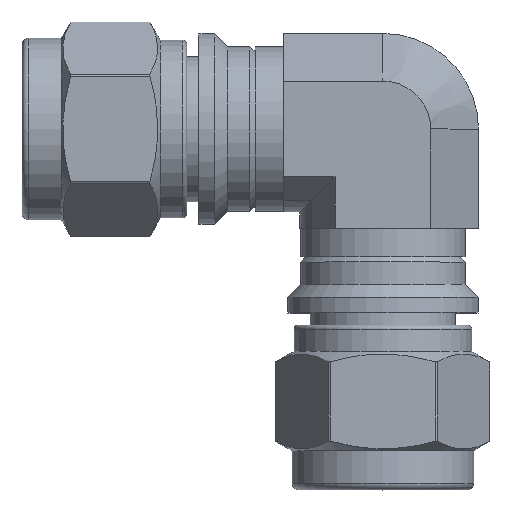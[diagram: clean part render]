
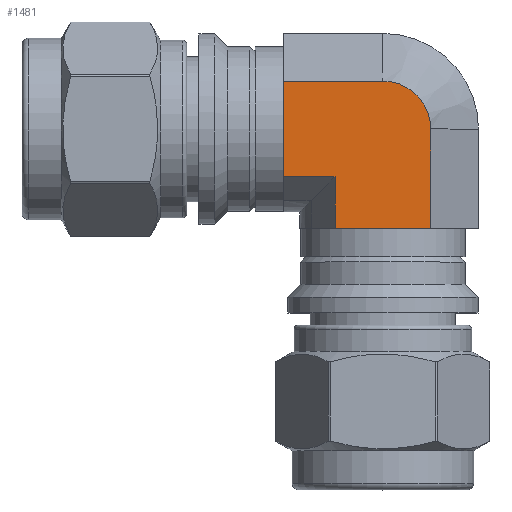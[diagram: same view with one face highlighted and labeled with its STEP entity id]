
A CAD part, top view. The second image highlights one B-rep face of the part: STEP entity #1481.
In plain terms, the highlighted planar face has unit normal (0, 0, 1).
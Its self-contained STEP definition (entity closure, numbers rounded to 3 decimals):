
#159=CIRCLE('',#1682,3.663);
#271=FACE_OUTER_BOUND('',#378,.T.);
#378=EDGE_LOOP('',(#1336,#1337,#1338,#1339,#1340,#1341,#1342));
#444=LINE('',#2576,#536);
#450=LINE('',#2594,#542);
#457=LINE('',#2606,#549);
#466=LINE('',#2630,#558);
#467=LINE('',#2633,#559);
#472=LINE('',#2644,#564);
#536=VECTOR('',#2090,10.);
#542=VECTOR('',#2106,10.);
#549=VECTOR('',#2117,10.);
#558=VECTOR('',#2142,10.);
#559=VECTOR('',#2145,10.);
#564=VECTOR('',#2158,10.);
#698=VERTEX_POINT('',#2570);
#700=VERTEX_POINT('',#2574);
#706=VERTEX_POINT('',#2591);
#707=VERTEX_POINT('',#2593);
#715=VERTEX_POINT('',#2620);
#717=VERTEX_POINT('',#2628);
#718=VERTEX_POINT('',#2632);
#896=EDGE_CURVE('',#698,#700,#444,.T.);
#904=EDGE_CURVE('',#706,#707,#450,.T.);
#911=EDGE_CURVE('',#707,#700,#457,.T.);
#919=EDGE_CURVE('',#715,#706,#159,.T.);
#923=EDGE_CURVE('',#715,#717,#466,.T.);
#924=EDGE_CURVE('',#698,#718,#467,.T.);
#930=EDGE_CURVE('',#718,#717,#472,.T.);
#1336=ORIENTED_EDGE('',*,*,#919,.F.);
#1337=ORIENTED_EDGE('',*,*,#923,.T.);
#1338=ORIENTED_EDGE('',*,*,#930,.F.);
#1339=ORIENTED_EDGE('',*,*,#924,.F.);
#1340=ORIENTED_EDGE('',*,*,#896,.T.);
#1341=ORIENTED_EDGE('',*,*,#911,.F.);
#1342=ORIENTED_EDGE('',*,*,#904,.F.);
#1387=PLANE('',#1689);
#1481=ADVANCED_FACE('',(#271),#1387,.T.);
#1682=AXIS2_PLACEMENT_3D('',#2622,#2133,#2134);
#1689=AXIS2_PLACEMENT_3D('',#2643,#2156,#2157);
#2090=DIRECTION('',(0.,-1.,0.));
#2106=DIRECTION('',(0.,-1.,0.));
#2117=DIRECTION('',(-1.,0.,0.));
#2133=DIRECTION('center_axis',(0.,0.,
-1.));
#2134=DIRECTION('ref_axis',(0.,1.,0.));
#2142=DIRECTION('',(-1.,0.,0.));
#2145=DIRECTION('',(-1.,0.,0.));
#2156=DIRECTION('center_axis',(0.,0.,1.));
#2157=DIRECTION('ref_axis',(0.,1.,0.));
#2158=DIRECTION('',(0.,1.,0.));
#2570=CARTESIAN_POINT('',(-3.663,-3.663,6.344));
#2574=CARTESIAN_POINT('',(-3.663,-7.6,6.344));
#2576=CARTESIAN_POINT('',(-3.663,0.,6.344));
#2591=CARTESIAN_POINT('',(3.663,0.,6.344));
#2593=CARTESIAN_POINT('',(3.663,-7.6,6.344));
#2594=CARTESIAN_POINT('',(3.663,0.,6.344));
#2606=CARTESIAN_POINT('',(3.663,-7.6,6.344));
#2620=CARTESIAN_POINT('',(0.,3.663,6.344));
#2622=CARTESIAN_POINT('Origin',(0.,0.,
6.344));
#2628=CARTESIAN_POINT('',(-7.6,3.663,6.344));
#2630=CARTESIAN_POINT('',(0.,3.663,6.344));
#2632=CARTESIAN_POINT('',(-7.6,-3.663,6.344));
#2633=CARTESIAN_POINT('',(0.,-3.663,6.344));
#2643=CARTESIAN_POINT('Origin',(0.,-3.663,
6.344));
#2644=CARTESIAN_POINT('',(-7.6,-3.663,6.344));
